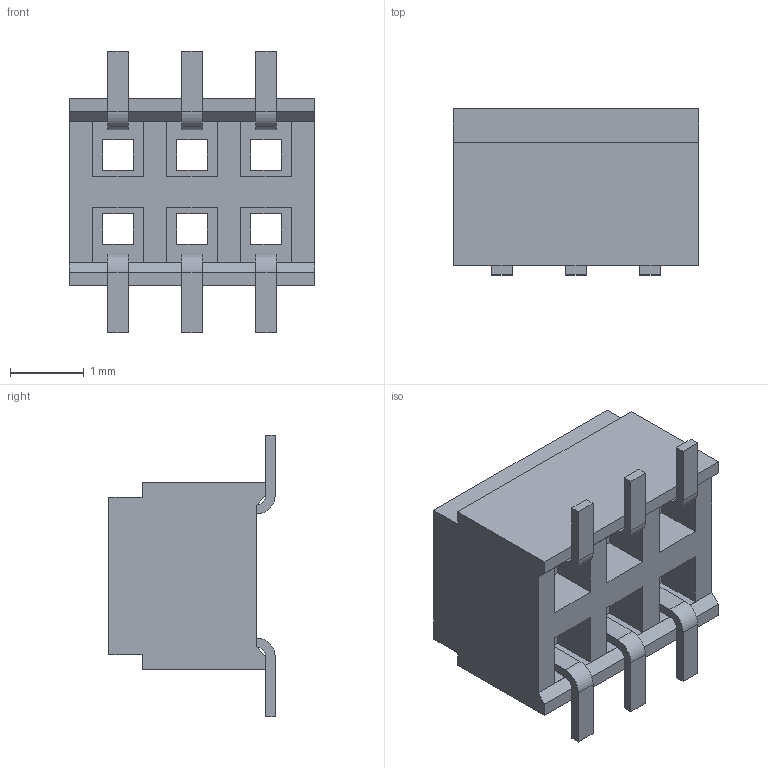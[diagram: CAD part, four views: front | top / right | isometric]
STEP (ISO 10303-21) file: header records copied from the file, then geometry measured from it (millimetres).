
FILE_DESCRIPTION( ( 'STEP AP203' ), '1' );
FILE_NAME( 'CLM-103-02-L-D.stp', '2018-09-05T11:21:12', ( '' ), ( '' ), ' ', 'PARTsolutions', ' ' );
FILE_SCHEMA( ( 'CONFIG_CONTROL_DESIGN' ) );
Length unit declared in the file: inch
Products named in the file (3): CLM-103-02-L-D; _CLM-103-02-L-D_socket; _C-03-02_pins
Assembly tree (2 placements, depth 2):
  CLM-103-02-L-D
    _CLM-103-02-L-D_socket
    _C-03-02_pins
Bounding box: 3.32 x 2.25 x 3.81 mm (x, y, z)
Volume: 13.7 mm3; surface area: 78.9 mm2
Topology: 2 solids, 2 shells, 150 faces, 396 edges, 256 vertices
Faces by surface type: plane 138, cylinder 12
Entity records: 4668 total; most frequent: CARTESIAN_POINT 805, ORIENTED_EDGE 792, DIRECTION 726, EDGE_CURVE 396, LINE 372, VECTOR 372, VERTEX_POINT 256, AXIS2_PLACEMENT_3D 177
